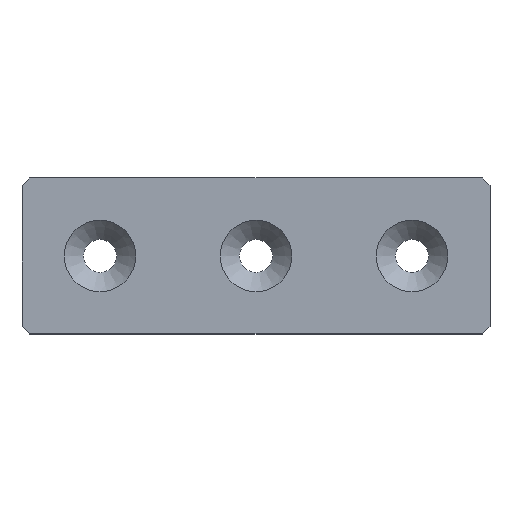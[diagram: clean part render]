
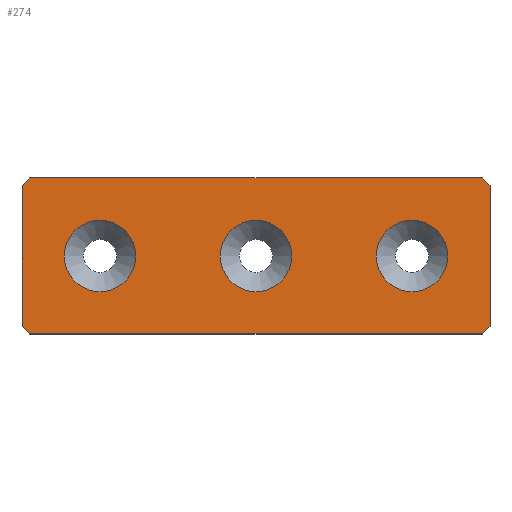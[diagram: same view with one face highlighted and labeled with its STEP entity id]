
A CAD part, top view. The second image highlights one B-rep face of the part: STEP entity #274.
In plain terms, the highlighted planar face has unit normal (0, 0, 1).
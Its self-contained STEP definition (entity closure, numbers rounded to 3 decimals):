
#13=LINE($,#414,#37);
#17=LINE($,#422,#41);
#20=LINE($,#428,#44);
#21=LINE($,#430,#45);
#22=LINE($,#432,#46);
#23=LINE($,#434,#47);
#24=LINE($,#436,#48);
#25=LINE($,#437,#49);
#37=VECTOR($,#344,2.828);
#41=VECTOR($,#350,116.);
#44=VECTOR($,#355,36.);
#45=VECTOR($,#356,2.828);
#46=VECTOR($,#357,116.);
#47=VECTOR($,#358,2.828);
#48=VECTOR($,#359,36.);
#49=VECTOR($,#360,2.828);
#63=PLANE($,#302);
#80=FACE_BOUND($,#116,.T.);
#81=FACE_BOUND($,#117,.T.);
#82=FACE_BOUND($,#118,.T.);
#83=FACE_BOUND($,#119,.T.);
#116=EDGE_LOOP($,(#217));
#117=EDGE_LOOP($,(#218));
#118=EDGE_LOOP($,(#219));
#119=EDGE_LOOP($,(#220,#221,#222,#223,#224,#225,#226,#227));
#130=CIRCLE($,#286,9.15);
#133=CIRCLE($,#291,9.15);
#136=CIRCLE($,#296,9.15);
#139=VERTEX_POINT($,#388);
#142=VERTEX_POINT($,#396);
#145=VERTEX_POINT($,#404);
#148=VERTEX_POINT($,#412);
#149=VERTEX_POINT($,#413);
#152=VERTEX_POINT($,#421);
#154=VERTEX_POINT($,#427);
#155=VERTEX_POINT($,#429);
#156=VERTEX_POINT($,#431);
#157=VERTEX_POINT($,#433);
#158=VERTEX_POINT($,#435);
#164=EDGE_CURVE($,#139,#139,#130,.T.);
#167=EDGE_CURVE($,#142,#142,#133,.T.);
#170=EDGE_CURVE($,#145,#145,#136,.T.);
#173=EDGE_CURVE($,#148,#149,#13,.T.);
#177=EDGE_CURVE($,#152,#149,#17,.T.);
#180=EDGE_CURVE($,#148,#154,#20,.T.);
#181=EDGE_CURVE($,#155,#154,#21,.T.);
#182=EDGE_CURVE($,#155,#156,#22,.T.);
#183=EDGE_CURVE($,#157,#156,#23,.T.);
#184=EDGE_CURVE($,#157,#158,#24,.T.);
#185=EDGE_CURVE($,#152,#158,#25,.T.);
#217=ORIENTED_EDGE($,*,*,#164,.T.);
#218=ORIENTED_EDGE($,*,*,#167,.T.);
#219=ORIENTED_EDGE($,*,*,#170,.T.);
#220=ORIENTED_EDGE($,*,*,#173,.F.);
#221=ORIENTED_EDGE($,*,*,#180,.T.);
#222=ORIENTED_EDGE($,*,*,#181,.F.);
#223=ORIENTED_EDGE($,*,*,#182,.T.);
#224=ORIENTED_EDGE($,*,*,#183,.F.);
#225=ORIENTED_EDGE($,*,*,#184,.T.);
#226=ORIENTED_EDGE($,*,*,#185,.F.);
#227=ORIENTED_EDGE($,*,*,#177,.T.);
#274=ADVANCED_FACE($,(#80,#81,#82,#83),#63,.T.);
#286=AXIS2_PLACEMENT_3D($,#389,#314,#315);
#291=AXIS2_PLACEMENT_3D($,#397,#324,#325);
#296=AXIS2_PLACEMENT_3D($,#405,#334,#335);
#302=AXIS2_PLACEMENT_3D($,#426,#353,#354);
#314=DIRECTION('center_axis',(0.,0.,-1.));
#315=DIRECTION('ref_axis',(1.,0.,0.));
#324=DIRECTION('center_axis',(0.,0.,-1.));
#325=DIRECTION('ref_axis',(1.,0.,0.));
#334=DIRECTION('center_axis',(0.,0.,-1.));
#335=DIRECTION('ref_axis',(1.,0.,0.));
#344=DIRECTION($,(-0.707,-0.707,0.));
#350=DIRECTION($,(1.,0.,0.));
#353=DIRECTION('center_axis',(0.,0.,1.));
#354=DIRECTION('ref_axis',(1.,0.,0.));
#355=DIRECTION($,(0.,1.,0.));
#356=DIRECTION($,(0.707,-0.707,0.));
#357=DIRECTION($,(-1.,0.,0.));
#358=DIRECTION($,(0.707,0.707,0.));
#359=DIRECTION($,(0.,-1.,0.));
#360=DIRECTION($,(-0.707,0.707,0.));
#388=CARTESIAN_POINT('',(49.15,0.,5.));
#389=CARTESIAN_POINT('Origin',(40.,0.,5.));
#396=CARTESIAN_POINT('',(9.15,0.,5.));
#397=CARTESIAN_POINT('Origin',(0.,0.,5.));
#404=CARTESIAN_POINT('',(-30.85,0.,5.));
#405=CARTESIAN_POINT('Origin',(-40.,0.,5.));
#412=CARTESIAN_POINT('',(60.,-18.,5.));
#413=CARTESIAN_POINT('',(58.,-20.,5.));
#414=CARTESIAN_POINT($,(49.,-29.,5.));
#421=CARTESIAN_POINT('',(-58.,-20.,5.));
#422=CARTESIAN_POINT($,(-60.,-20.,5.));
#426=CARTESIAN_POINT('Origin',(0.,0.,5.));
#427=CARTESIAN_POINT('',(60.,18.,5.));
#428=CARTESIAN_POINT($,(60.,-20.,5.));
#429=CARTESIAN_POINT('',(58.,20.,5.));
#430=CARTESIAN_POINT($,(49.,29.,5.));
#431=CARTESIAN_POINT('',(-58.,20.,5.));
#432=CARTESIAN_POINT($,(60.,20.,5.));
#433=CARTESIAN_POINT('',(-60.,18.,5.));
#434=CARTESIAN_POINT($,(-49.,29.,5.));
#435=CARTESIAN_POINT('',(-60.,-18.,5.));
#436=CARTESIAN_POINT($,(-60.,20.,5.));
#437=CARTESIAN_POINT($,(-49.,-29.,5.));
